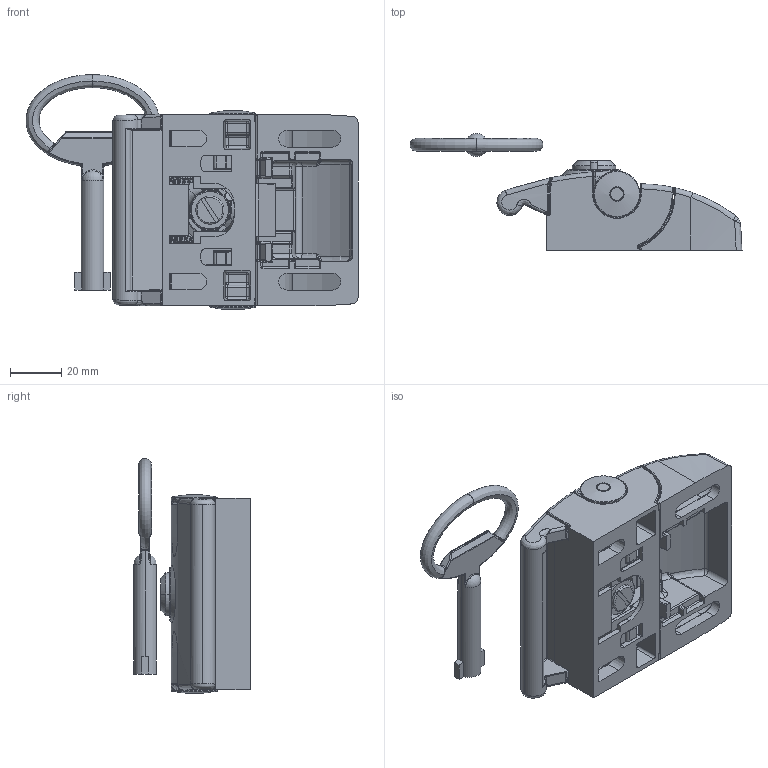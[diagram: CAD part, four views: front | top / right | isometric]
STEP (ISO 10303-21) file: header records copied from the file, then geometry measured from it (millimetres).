
FILE_DESCRIPTION(('STEP AP214'),'1');
FILE_NAME('fath_0957432.stp','2017-04-24T02:20:04',('TraceParts'),('TraceParts S.A.'),'Spatial InterOp 3D',' ',' ');
FILE_SCHEMA(('automotive_design'));
Length unit declared in the file: millimetre
Products named in the file (16): fath_0957432_1; fath_0957432_2; fath_0957432_3; fath_0957432_4; fath_0957432_5; fath_0957432_6; fath_0957432_7; fath_0957432_8; fath_0957432_9; fath_0957432_10; fath_0957432_11; fath_0957432_12; fath_0957432_13; fath_0957432_14; fath_0957432_15; fath_0957432_16
Bounding box: 130.06 x 45.76 x 92 mm (x, y, z)
Volume: 81779.9 mm3; surface area: 66530.9 mm2
Topology: 16 solids, 16 shells, 3260 faces, 8167 edges, 4640 vertices
Faces by surface type: cylinder 1119, plane 921, bspline 658, torus 309, sphere 207, cone 46
Entity records: 150971 total; most frequent: CARTESIAN_POINT 53714, ORIENTED_EDGE 15748, DIRECTION 14171, EDGE_CURVE 7874, AXIS2_PLACEMENT_3D 5409, VERTEX_POINT 4640, LINE 3353, VECTOR 3353
